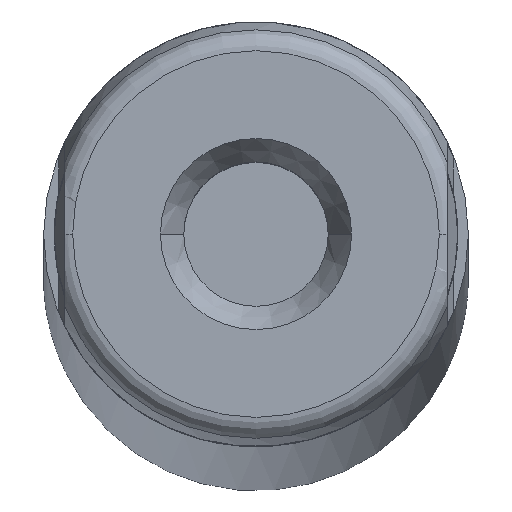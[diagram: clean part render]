
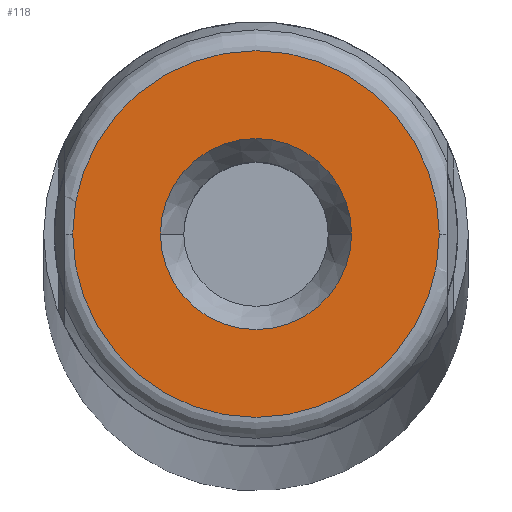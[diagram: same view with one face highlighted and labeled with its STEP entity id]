
A CAD part, top view. The second image highlights one B-rep face of the part: STEP entity #118.
In plain terms, the highlighted planar face has unit normal (0, 0, 1).
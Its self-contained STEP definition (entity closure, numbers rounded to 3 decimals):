
#113 = EDGE_CURVE ( 'NONE', #290, #287, #551, .T. ) ;
#114 = ORIENTED_EDGE ( 'NONE', *, *, #289, .F. ) ;
#115 = ORIENTED_EDGE ( 'NONE', *, *, #113, .F. ) ;
#116 = ORIENTED_EDGE ( 'NONE', *, *, #117, .T. ) ;
#117 = EDGE_CURVE ( 'NONE', #162, #205, #546, .T. ) ;
#118 = ADVANCED_FACE ( 'NONE', ( #541, #540 ), #539, .F. ) ;
#119 = EDGE_LOOP ( 'NONE', ( #115, #114 ) ) ;
#126 = EDGE_LOOP ( 'NONE', ( #127, #116 ) ) ;
#127 = ORIENTED_EDGE ( 'NONE', *, *, #206, .T. ) ;
#162 = VERTEX_POINT ( 'NONE', #652 ) ;
#205 = VERTEX_POINT ( 'NONE', #746 ) ;
#206 = EDGE_CURVE ( 'NONE', #205, #162, #745, .T. ) ;
#287 = VERTEX_POINT ( 'NONE', #924 ) ;
#289 = EDGE_CURVE ( 'NONE', #287, #290, #995, .T. ) ;
#290 = VERTEX_POINT ( 'NONE', #990 ) ;
#535 = DIRECTION ( 'NONE',  ( -1., 0., 0. ) ) ;
#536 = DIRECTION ( 'NONE',  ( 0., 0., -1. ) ) ;
#537 = CARTESIAN_POINT ( 'NONE',  ( 0., 0., 0. ) ) ;
#538 = AXIS2_PLACEMENT_3D ( 'NONE', #537, #536, #535 ) ;
#539 = PLANE ( 'NONE',  #538 ) ;
#540 = FACE_OUTER_BOUND ( 'NONE', #126, .T. ) ;
#541 = FACE_BOUND ( 'NONE', #119, .T. ) ;
#542 = DIRECTION ( 'NONE',  ( 1., 0., 0. ) ) ;
#543 = DIRECTION ( 'NONE',  ( 0., 0., 1. ) ) ;
#544 = CARTESIAN_POINT ( 'NONE',  ( 0., 0., 0. ) ) ;
#545 = AXIS2_PLACEMENT_3D ( 'NONE', #544, #543, #542 ) ;
#546 = CIRCLE ( 'NONE', #545, 8.632 ) ;
#547 = DIRECTION ( 'NONE',  ( 1., 0., 0. ) ) ;
#548 = DIRECTION ( 'NONE',  ( 0., 0., 1. ) ) ;
#549 = CARTESIAN_POINT ( 'NONE',  ( 0., 0., 0. ) ) ;
#550 = AXIS2_PLACEMENT_3D ( 'NONE', #549, #548, #547 ) ;
#551 = CIRCLE ( 'NONE', #550, 4.5 ) ;
#652 = CARTESIAN_POINT ( 'NONE',  ( -8.632, 0., 0. ) ) ;
#741 = DIRECTION ( 'NONE',  ( 1., 0., 0. ) ) ;
#742 = DIRECTION ( 'NONE',  ( 0., 0., 1. ) ) ;
#743 = CARTESIAN_POINT ( 'NONE',  ( 0., 0., 0. ) ) ;
#744 = AXIS2_PLACEMENT_3D ( 'NONE', #743, #742, #741 ) ;
#745 = CIRCLE ( 'NONE', #744, 8.632 ) ;
#746 = CARTESIAN_POINT ( 'NONE',  ( 8.632, 0., 0. ) ) ;
#924 = CARTESIAN_POINT ( 'NONE',  ( -4.5, 0., 0. ) ) ;
#990 = CARTESIAN_POINT ( 'NONE',  ( 4.5, 0., 0. ) ) ;
#991 = DIRECTION ( 'NONE',  ( 1., 0., 0. ) ) ;
#992 = DIRECTION ( 'NONE',  ( 0., 0., 1. ) ) ;
#993 = CARTESIAN_POINT ( 'NONE',  ( 0., 0., 0. ) ) ;
#994 = AXIS2_PLACEMENT_3D ( 'NONE', #993, #992, #991 ) ;
#995 = CIRCLE ( 'NONE', #994, 4.5 ) ;
